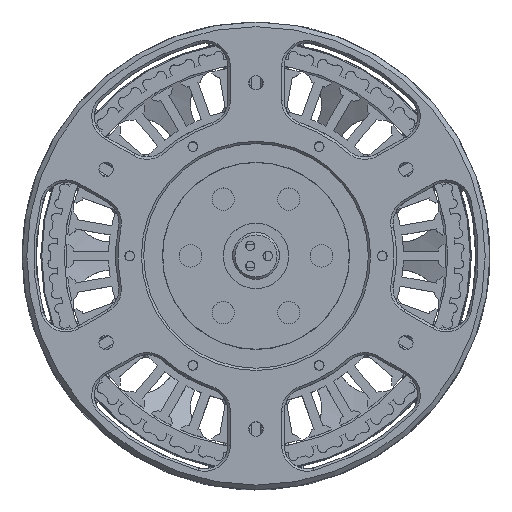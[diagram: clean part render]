
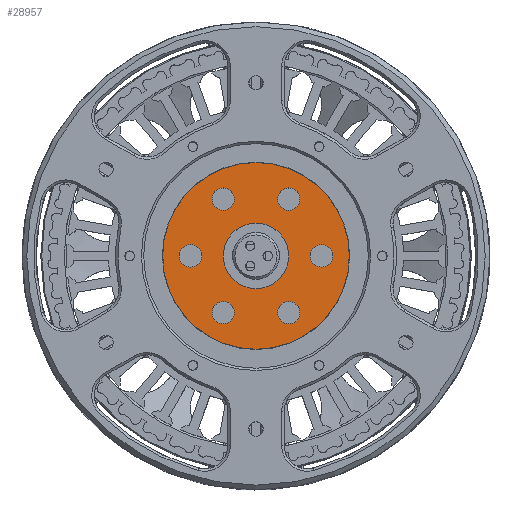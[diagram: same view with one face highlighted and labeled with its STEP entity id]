
A CAD part, top view. The second image highlights one B-rep face of the part: STEP entity #28957.
In plain terms, the highlighted planar face has unit normal (0, 0, 1).
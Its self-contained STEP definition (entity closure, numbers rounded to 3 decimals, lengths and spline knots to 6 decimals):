
#5855=PLANE('',#32088);
#13933=ORIENTED_EDGE('',*,*,#18196,.F.);
#13934=ORIENTED_EDGE('',*,*,#18197,.F.);
#13935=ORIENTED_EDGE('',*,*,#18198,.F.);
#13936=ORIENTED_EDGE('',*,*,#18199,.F.);
#13937=ORIENTED_EDGE('',*,*,#18200,.F.);
#13938=ORIENTED_EDGE('',*,*,#18201,.F.);
#13939=ORIENTED_EDGE('',*,*,#18182,.T.);
#13940=ORIENTED_EDGE('',*,*,#18178,.F.);
#18178=EDGE_CURVE('',#20991,#20991,#22441,.T.);
#18182=EDGE_CURVE('',#20995,#20995,#22445,.T.);
#18196=EDGE_CURVE('',#21009,#21009,#22459,.T.);
#18197=EDGE_CURVE('',#21010,#21010,#22460,.T.);
#18198=EDGE_CURVE('',#21011,#21011,#22461,.T.);
#18199=EDGE_CURVE('',#21012,#21012,#22462,.T.);
#18200=EDGE_CURVE('',#21013,#21013,#22463,.T.);
#18201=EDGE_CURVE('',#21014,#21014,#22464,.T.);
#20991=VERTEX_POINT('',#54544);
#20995=VERTEX_POINT('',#54555);
#21009=VERTEX_POINT('',#54598);
#21010=VERTEX_POINT('',#54600);
#21011=VERTEX_POINT('',#54602);
#21012=VERTEX_POINT('',#54604);
#21013=VERTEX_POINT('',#54606);
#21014=VERTEX_POINT('',#54608);
#22441=CIRCLE('',#32053,0.007);
#22445=CIRCLE('',#32060,0.01995);
#22459=CIRCLE('',#32089,0.0024);
#22460=CIRCLE('',#32090,0.0024);
#22461=CIRCLE('',#32091,0.0024);
#22462=CIRCLE('',#32092,0.0024);
#22463=CIRCLE('',#32093,0.0024);
#22464=CIRCLE('',#32094,0.0024);
#24479=EDGE_LOOP('',(#13933));
#24480=EDGE_LOOP('',(#13934));
#24481=EDGE_LOOP('',(#13935));
#24482=EDGE_LOOP('',(#13936));
#24483=EDGE_LOOP('',(#13937));
#24484=EDGE_LOOP('',(#13938));
#24485=EDGE_LOOP('',(#13939));
#24486=EDGE_LOOP('',(#13940));
#26599=FACE_BOUND('',#24479,.T.);
#26600=FACE_BOUND('',#24480,.T.);
#26601=FACE_BOUND('',#24481,.T.);
#26602=FACE_BOUND('',#24482,.T.);
#26603=FACE_BOUND('',#24483,.T.);
#26604=FACE_BOUND('',#24484,.T.);
#26605=FACE_BOUND('',#24485,.T.);
#26606=FACE_BOUND('',#24486,.T.);
#28957=ADVANCED_FACE('',(#26599,#26600,#26601,#26602,#26603,#26604,#26605,
#26606),#5855,.T.);
#32053=AXIS2_PLACEMENT_3D('',#54543,#39869,#39870);
#32060=AXIS2_PLACEMENT_3D('',#54554,#39883,#39884);
#32088=AXIS2_PLACEMENT_3D('',#54596,#39939,#39940);
#32089=AXIS2_PLACEMENT_3D('',#54597,#39941,#39942);
#32090=AXIS2_PLACEMENT_3D('',#54599,#39943,#39944);
#32091=AXIS2_PLACEMENT_3D('',#54601,#39945,#39946);
#32092=AXIS2_PLACEMENT_3D('',#54603,#39947,#39948);
#32093=AXIS2_PLACEMENT_3D('',#54605,#39949,#39950);
#32094=AXIS2_PLACEMENT_3D('',#54607,#39951,#39952);
#39869=DIRECTION('',(0.,0.,1.));
#39870=DIRECTION('',(1.,0.,0.));
#39883=DIRECTION('',(0.,0.,1.));
#39884=DIRECTION('',(1.,0.,0.));
#39939=DIRECTION('',(0.,0.,1.));
#39940=DIRECTION('',(1.,0.,0.));
#39941=DIRECTION('',(0.,0.,1.));
#39942=DIRECTION('',(1.,0.,0.));
#39943=DIRECTION('',(0.,0.,1.));
#39944=DIRECTION('',(1.,0.,0.));
#39945=DIRECTION('',(0.,0.,1.));
#39946=DIRECTION('',(1.,0.,0.));
#39947=DIRECTION('',(0.,0.,1.));
#39948=DIRECTION('',(1.,0.,0.));
#39949=DIRECTION('',(0.,0.,1.));
#39950=DIRECTION('',(1.,0.,0.));
#39951=DIRECTION('',(0.,0.,1.));
#39952=DIRECTION('',(1.,0.,0.));
#54543=CARTESIAN_POINT('',(0.,0.,0.02));
#54544=CARTESIAN_POINT('',(0.007,0.,0.02));
#54554=CARTESIAN_POINT('',(0.,0.,0.02));
#54555=CARTESIAN_POINT('',(0.01995,0.,0.02));
#54596=CARTESIAN_POINT('',(0.,0.,0.02));
#54597=CARTESIAN_POINT('',(0.007,0.012124,0.02));
#54598=CARTESIAN_POINT('',(0.0094,0.012124,0.02));
#54599=CARTESIAN_POINT('',(0.014,0.,0.02));
#54600=CARTESIAN_POINT('',(0.0164,0.,0.02));
#54601=CARTESIAN_POINT('',(0.007,-0.012124,0.02));
#54602=CARTESIAN_POINT('',(0.0094,-0.012124,0.02));
#54603=CARTESIAN_POINT('',(-0.007,-0.012124,0.02));
#54604=CARTESIAN_POINT('',(-0.0046,-0.012124,0.02));
#54605=CARTESIAN_POINT('',(-0.014,0.,0.02));
#54606=CARTESIAN_POINT('',(-0.0116,0.,0.02));
#54607=CARTESIAN_POINT('',(-0.007,0.012124,0.02));
#54608=CARTESIAN_POINT('',(-0.0046,0.012124,0.02));
